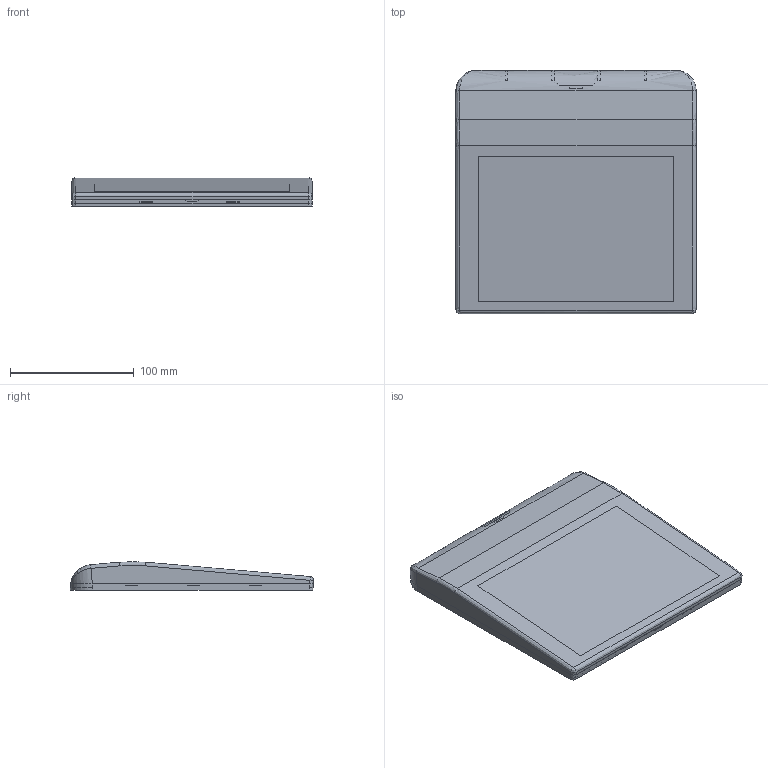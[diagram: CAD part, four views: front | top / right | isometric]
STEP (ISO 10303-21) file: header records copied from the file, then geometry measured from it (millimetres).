
FILE_DESCRIPTION(/* description */ (''),/* implementation_level */ '2;1');
FILE_NAME(/* name */ 'FF-VT3224',/* time_stamp */ '2016-12-21T16:39:54+09:00',/* author */ (''),/* organization */ (''),/* preprocessor_version */ 'ST-DEVELOPER v15',/* originating_system */ '',/* authorisation */ '');
FILE_SCHEMA (('AUTOMOTIVE_DESIGN'));
Length unit declared in the file: millimetre
Products named in the file (1): Document
Bounding box: 194 x 196.47 x 22.68 mm (x, y, z)
Volume: 206680.5 mm3; surface area: 317468.1 mm2
Topology: 12 solids, 13 shells, 525 faces, 1365 edges, 897 vertices
Faces by surface type: plane 346, bspline 179
Entity records: 16485 total; most frequent: CARTESIAN_POINT 7761, ORIENTED_EDGE 2712, EDGE_CURVE 1362, B_SPLINE_CURVE_WITH_KNOTS 915, VERTEX_POINT 895, EDGE_LOOP 567, ADVANCED_FACE 525, FACE_OUTER_BOUND 525
